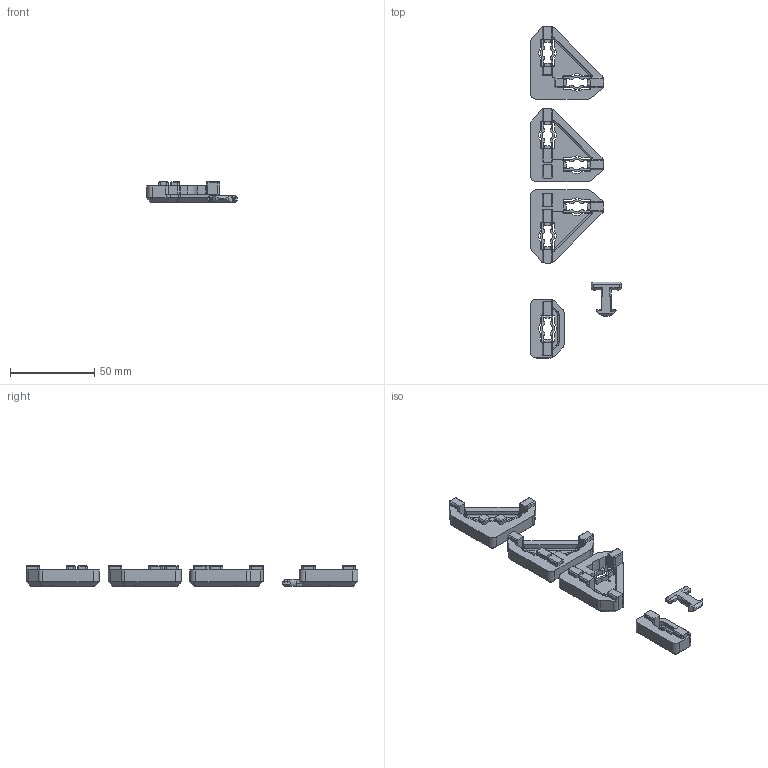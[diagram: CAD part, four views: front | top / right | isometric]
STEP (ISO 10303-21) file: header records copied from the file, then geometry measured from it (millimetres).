
FILE_DESCRIPTION(/* description */ (''),/* implementation_level */ '2;1');
FILE_NAME(/* name */ 'QuickReleaseClips.step',/* time_stamp */ '2022-08-28T17:10:53-05:00',/* author */ (''),/* organization */ (''),/* preprocessor_version */ 'ST-DEVELOPER v19',/* originating_system */ 'Autodesk Translation Framework v11.7.0.108',/* authorisation */ '');
FILE_SCHEMA (('AUTOMOTIVE_DESIGN { 1 0 10303 214 3 1 1 }'));
Length unit declared in the file: millimetre
Products named in the file (1): LockClips
Bounding box: 54 x 197.51 x 12 mm (x, y, z)
Volume: 27249.2 mm3; surface area: 17757.2 mm2
Topology: 5 solids, 5 shells, 784 faces, 2233 edges, 1455 vertices
Faces by surface type: plane 458, cylinder 269, cone 55, torus 2
Full cylindrical faces by diameter (mm): 1.5 x14
Entity records: 25696 total; most frequent: CARTESIAN_POINT 4559, DIRECTION 4509, ORIENTED_EDGE 4466, EDGE_CURVE 2233, AXIS2_PLACEMENT_3D 1513, LINE 1483, VECTOR 1483, VERTEX_POINT 1455
